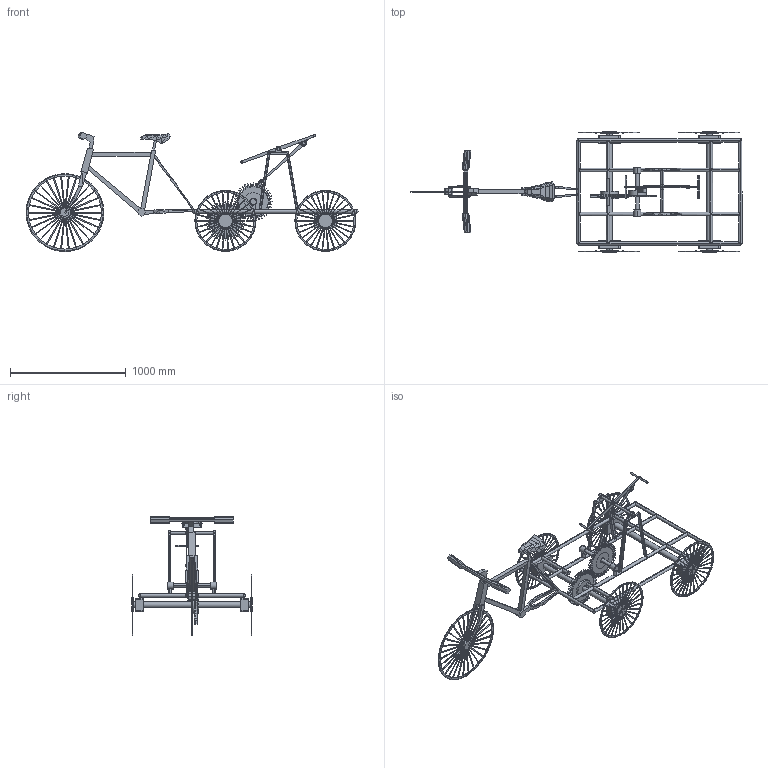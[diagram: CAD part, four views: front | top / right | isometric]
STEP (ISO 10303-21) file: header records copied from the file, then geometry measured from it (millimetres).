
FILE_DESCRIPTION (( 'STEP AP214' ), '1' );
FILE_NAME ('cycle.STEP', '2023-07-12T18:13:24', ( '' ), ( '' ), 'SwSTEP 2.0', 'SolidWorks 2016', '' );
FILE_SCHEMA (( 'AUTOMOTIVE_DESIGN' ));
Length unit declared in the file: millimetre
Products named in the file (225): cycle284; cycle241; cycle212; cycle227; cycle281; cycle22; cycle238; cycle215; cycle2101; cycle249; cycle242; cycle2110; cycle257; cycle294; cycle213; cycle25; cycle234; cycle28; cycle224; cycle299; cycle243; cycle271; cycle277; cycle240; cycle26; cycle280; cycle230; cycle232; cycle266; cycle2108; cycle2109; cycle264; cycle278; cycle237; cycle24; cycle289; cycle221; cycle251; cycle287; cycle2107 ...
Assembly tree (112 placements, depth 2):
  cycle284
  cycle212
  cycle281
  cycle249
  cycle257
Bounding box: 2868.7 x 1043.76 x 1029.13 mm (x, y, z)
Volume: 23887776.7 mm3; surface area: 4682643.5 mm2
Topology: 111 solids, 132 shells, 1323 faces, 3029 edges, 1918 vertices
Faces by surface type: plane 741, cylinder 535, torus 43, sphere 4
Entity records: 47470 total; most frequent: CARTESIAN_POINT 9945, DIRECTION 6836, ORIENTED_EDGE 5925, EDGE_CURVE 3021, AXIS2_PLACEMENT_3D 2512, VERTEX_POINT 1914, LINE 1812, VECTOR 1812
